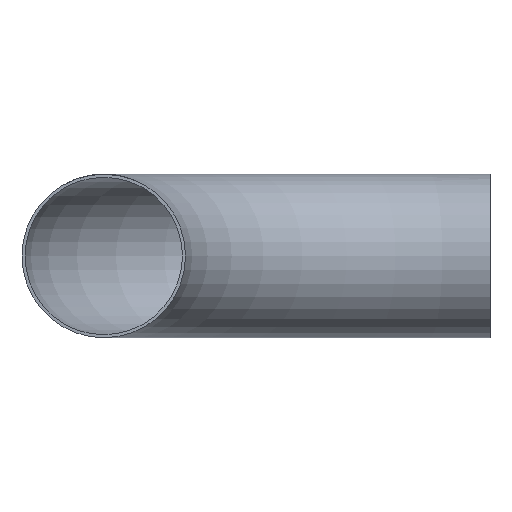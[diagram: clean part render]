
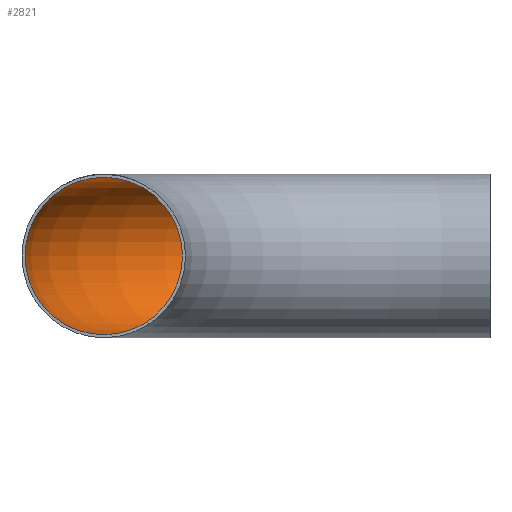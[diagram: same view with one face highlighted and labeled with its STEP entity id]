
A CAD part, front view. The second image highlights one B-rep face of the part: STEP entity #2821.
In plain terms, the highlighted toroidal (fillet/blend) face has major radius 330 mm and minor radius 67.25 mm.
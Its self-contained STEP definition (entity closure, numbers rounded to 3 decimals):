
#508 = CIRCLE ( 'NONE', #5662, 67.25 ) ;
#2821 = ADVANCED_FACE ( 'NONE', ( #16361, #14198 ), #3066, .F. ) ;
#3066 = TOROIDAL_SURFACE ( 'NONE', #18091, 330., 67.25 ) ;
#3308 = EDGE_CURVE ( 'NONE', #3596, #3596, #508, .T. ) ;
#3596 = VERTEX_POINT ( 'NONE', #26022 ) ;
#5626 = ORIENTED_EDGE ( 'NONE', *, *, #3308, .T. ) ;
#5662 = AXIS2_PLACEMENT_3D ( 'NONE', #15699, #25358, #12193 ) ;
#8889 = DIRECTION ( 'NONE',  ( -1., 0., 0. ) ) ;
#9407 = EDGE_LOOP ( 'NONE', ( #23662 ) ) ;
#9622 = AXIS2_PLACEMENT_3D ( 'NONE', #13330, #24197, #15620 ) ;
#10001 = EDGE_CURVE ( 'NONE', #15837, #15837, #21207, .T. ) ;
#12193 = DIRECTION ( 'NONE',  ( 0., 1., 0. ) ) ;
#12310 = DIRECTION ( 'NONE',  ( 0., 0., -1. ) ) ;
#12414 = EDGE_LOOP ( 'NONE', ( #5626 ) ) ;
#13330 = CARTESIAN_POINT ( 'NONE',  ( -330., 0., 0. ) ) ;
#14198 = FACE_OUTER_BOUND ( 'NONE', #9407, .T. ) ;
#15620 = DIRECTION ( 'NONE',  ( 0., 0., 1. ) ) ;
#15699 = CARTESIAN_POINT ( 'NONE',  ( 0., 330., 0. ) ) ;
#15837 = VERTEX_POINT ( 'NONE', #17985 ) ;
#16361 = FACE_OUTER_BOUND ( 'NONE', #12414, .T. ) ;
#17985 = CARTESIAN_POINT ( 'NONE',  ( -330., 0., 67.25 ) ) ;
#18091 = AXIS2_PLACEMENT_3D ( 'NONE', #18980, #12310, #8889 ) ;
#18980 = CARTESIAN_POINT ( 'NONE',  ( 0., 0., 0. ) ) ;
#21207 = CIRCLE ( 'NONE', #9622, 67.25 ) ;
#23662 = ORIENTED_EDGE ( 'NONE', *, *, #10001, .F. ) ;
#24197 = DIRECTION ( 'NONE',  ( 0., 1., 0. ) ) ;
#25358 = DIRECTION ( 'NONE',  ( 1., 0., 0. ) ) ;
#26022 = CARTESIAN_POINT ( 'NONE',  ( 0., 397.25, 0. ) ) ;
